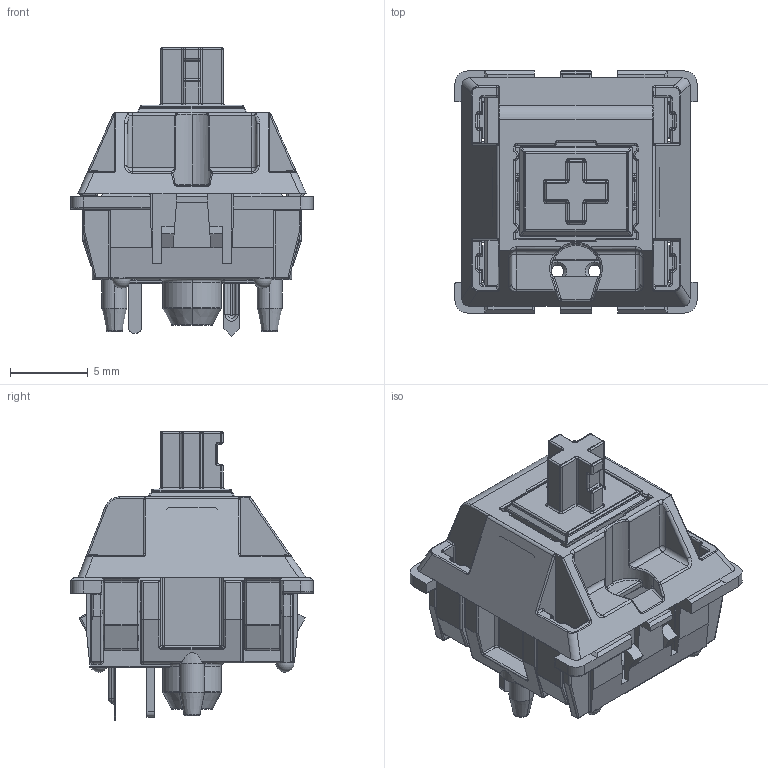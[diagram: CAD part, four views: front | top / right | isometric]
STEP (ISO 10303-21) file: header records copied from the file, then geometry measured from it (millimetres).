
FILE_DESCRIPTION(('FreeCAD Model'),'2;1');
FILE_NAME('CherryMX_RGB.step','2020-09-28T22:22:26',('Author'),(''), 'Open CASCADE STEP processor 7.3','FreeCAD','Unknown');
FILE_SCHEMA(('AUTOMOTIVE_DESIGN { 1 0 10303 214 1 1 1 1 }'));
Length unit declared in the file: millimetre
Products named in the file (1): MX_轴_按键′_ü___¨1_cp_sp
Bounding box: 15.6 x 15.6 x 18.6 mm (x, y, z)
Volume: 1086.6 mm3; surface area: 2548.2 mm2
Topology: 1 solids, 1 shells, 1693 faces, 4093 edges, 2284 vertices
Faces by surface type: cylinder 747, plane 513, torus 213, sphere 113, bspline 61, revolution 36, cone 10
Entity records: 61101 total; most frequent: CARTESIAN_POINT 10693, DIRECTION 8433, ORIENTED_EDGE 7968, EDGE_CURVE 3984, AXIS2_PLACEMENT_3D 3122, VERTEX_POINT 2284, LINE 2153, VECTOR 2153
